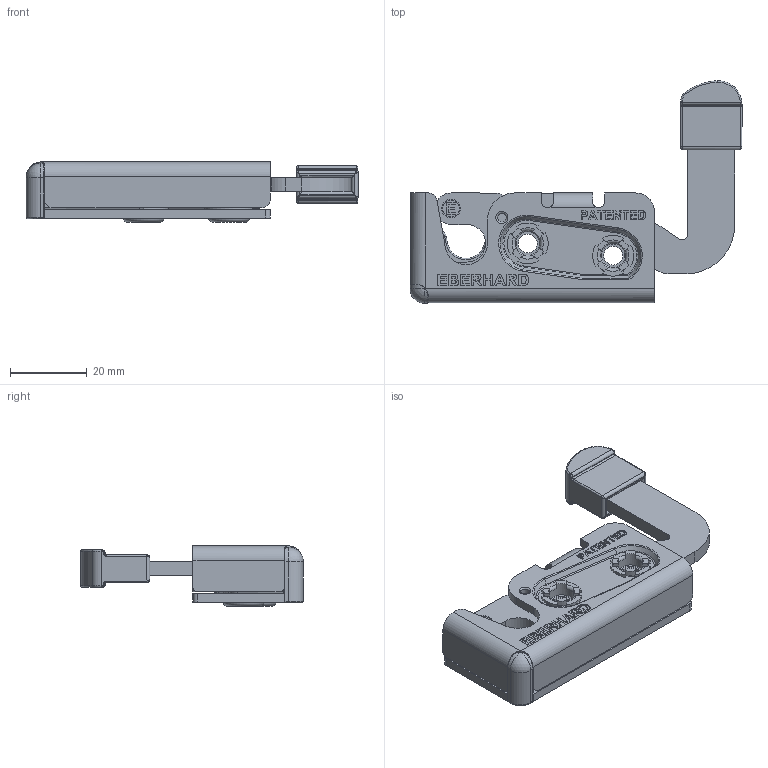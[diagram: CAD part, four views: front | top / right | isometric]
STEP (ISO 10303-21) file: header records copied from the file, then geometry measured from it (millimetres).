
FILE_DESCRIPTION(/* description */ ('SINGLE STAGE MINI-ROTARY LOCK ASSEMBLY WITH M6 MOUNTING THREADS & HEAVY SPRING'),/* implementation_level */ '2;1');
FILE_NAME(/* name */ '95-248-MBR.stp',/* time_stamp */ '2023-11-21T11:19:46-05:00',/* author */ ('dtinay'),/* organization */ (''),/* preprocessor_version */ 'ST-DEVELOPER v20',/* originating_system */ 'Autodesk Inventor 2024',/* authorisation */ '');
FILE_SCHEMA (('AUTOMOTIVE_DESIGN { 1 0 10303 214 3 1 1 }'));
Length unit declared in the file: inch
Products named in the file (9): 95-248-MB R/L; 1-240-1R; 8-240-2X; HD-240-7M; 1-241-5; 95-240-4; 240-SS9BR; 75-240-8; 248-10 R/L
Assembly tree (9 placements, depth 2):
  95-248-MB R/L
    1-240-1R
    8-240-2X
    HD-240-7M  x2
    1-241-5
    95-240-4
    240-SS9BR
    75-240-8
    248-10 R/L
Bounding box: 86.46 x 57.93 x 15.67 mm (x, y, z)
Volume: 18134.6 mm3; surface area: 18541.4 mm2
Topology: 9 solids, 9 shells, 778 faces, 1991 edges, 1272 vertices
Faces by surface type: plane 417, cylinder 200, bspline 83, torus 67, cone 8, sphere 3
Full cylindrical faces by diameter (mm): 1.118 x7, 2.337 x1, 3.175 x1, 4.318 x2, 4.826 x2, 4.917 x2, 6.629 x4, 8.42 x4, 11.112 x2, 11.367 x2, 12.7 x2
Entity records: 24505 total; most frequent: CARTESIAN_POINT 6700, ORIENTED_EDGE 3710, DIRECTION 3486, EDGE_CURVE 1855, LINE 1192, VECTOR 1192, VERTEX_POINT 1189, AXIS2_PLACEMENT_3D 1147
